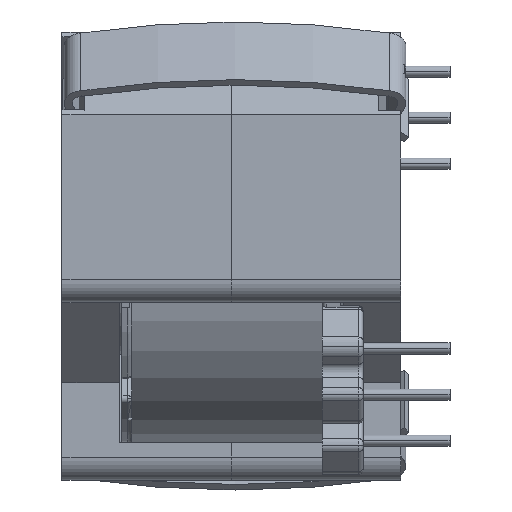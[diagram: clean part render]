
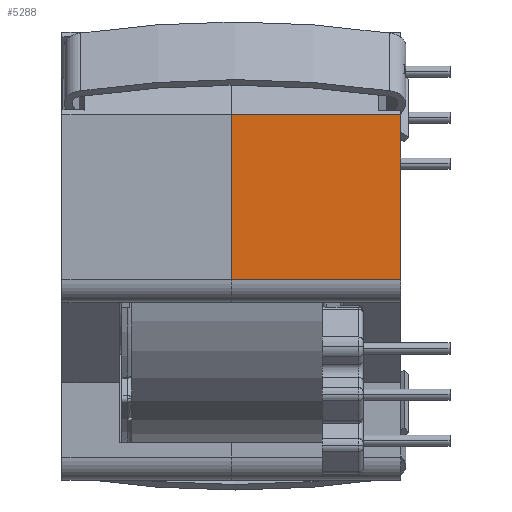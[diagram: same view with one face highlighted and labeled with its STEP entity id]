
A CAD part, left-side view. The second image highlights one B-rep face of the part: STEP entity #5288.
In plain terms, the highlighted face is planar.
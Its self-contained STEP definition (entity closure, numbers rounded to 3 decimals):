
#1053 = LINE ( 'NONE', #7849, #8059 ) ;
#1073 = PLANE ( 'NONE',  #4701 ) ;
#1260 = ORIENTED_EDGE ( 'NONE', *, *, #6900, .F. ) ;
#1288 = ORIENTED_EDGE ( 'NONE', *, *, #9318, .T. ) ;
#1463 = LINE ( 'NONE', #1632, #2824 ) ;
#1608 = DIRECTION ( 'NONE',  ( 0., -0.707, -0.707 ) ) ;
#1632 = CARTESIAN_POINT ( 'NONE',  ( 0., -7.33, -21.11 ) ) ;
#1741 = ORIENTED_EDGE ( 'NONE', *, *, #3227, .T. ) ;
#2115 = CARTESIAN_POINT ( 'NONE',  ( 0., -6.432, -20.212 ) ) ;
#2218 = VECTOR ( 'NONE', #2864, 1000. ) ;
#2757 = CARTESIAN_POINT ( 'NONE',  ( 0., 0., -13.78 ) ) ;
#2824 = VECTOR ( 'NONE', #7347, 1000. ) ;
#2864 = DIRECTION ( 'NONE',  ( -1., 0., 0. ) ) ;
#3206 = VERTEX_POINT ( 'NONE', #2115 ) ;
#3227 = EDGE_CURVE ( 'NONE', #8814, #3206, #10096, .T. ) ;
#3521 = EDGE_LOOP ( 'NONE', ( #1288, #1741, #1260, #6978 ) ) ;
#3558 = LINE ( 'NONE', #6219, #5028 ) ;
#4158 = CARTESIAN_POINT ( 'NONE',  ( 0., -7.33, -21.11 ) ) ;
#4701 = AXIS2_PLACEMENT_3D ( 'NONE', #4158, #5801, #8111 ) ;
#5028 = VECTOR ( 'NONE', #7313, 1000. ) ;
#5288 = ADVANCED_FACE ( 'NONE', ( #5298 ), #1073, .F. ) ;
#5298 = FACE_OUTER_BOUND ( 'NONE', #3521, .T. ) ;
#5801 = DIRECTION ( 'NONE',  ( 0., -0.707, 0.707 ) ) ;
#6195 = EDGE_CURVE ( 'NONE', #6976, #6927, #3558, .T. ) ;
#6219 = CARTESIAN_POINT ( 'NONE',  ( 0., 0., -13.78 ) ) ;
#6900 = EDGE_CURVE ( 'NONE', #6976, #3206, #1463, .T. ) ;
#6927 = VERTEX_POINT ( 'NONE', #10062 ) ;
#6976 = VERTEX_POINT ( 'NONE', #2757 ) ;
#6978 = ORIENTED_EDGE ( 'NONE', *, *, #6195, .T. ) ;
#7143 = CARTESIAN_POINT ( 'NONE',  ( 9.35, -6.432, -20.212 ) ) ;
#7313 = DIRECTION ( 'NONE',  ( 1., 0., 0. ) ) ;
#7347 = DIRECTION ( 'NONE',  ( 0., -0.707, -0.707 ) ) ;
#7849 = CARTESIAN_POINT ( 'NONE',  ( 9.35, -7.33, -21.11 ) ) ;
#8059 = VECTOR ( 'NONE', #1608, 1000. ) ;
#8111 = DIRECTION ( 'NONE',  ( 0., -0.707, -0.707 ) ) ;
#8814 = VERTEX_POINT ( 'NONE', #7143 ) ;
#9244 = CARTESIAN_POINT ( 'NONE',  ( 0., -6.432, -20.212 ) ) ;
#9318 = EDGE_CURVE ( 'NONE', #6927, #8814, #1053, .T. ) ;
#10062 = CARTESIAN_POINT ( 'NONE',  ( 9.35, 0., -13.78 ) ) ;
#10096 = LINE ( 'NONE', #9244, #2218 ) ;
